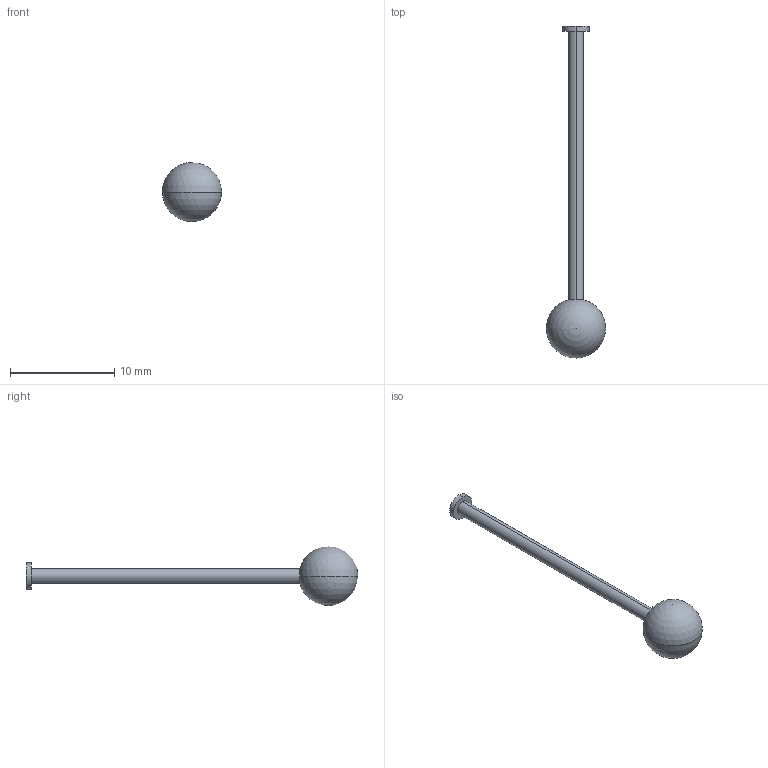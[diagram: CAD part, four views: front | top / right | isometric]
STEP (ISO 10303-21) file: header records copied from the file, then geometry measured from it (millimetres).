
FILE_DESCRIPTION (( 'STEP AP203' ), '1' );
FILE_NAME ('Part4_Varsayilan_sldprt.STEP', '2023-08-21T18:00:49', ( '' ), ( '' ), 'SwSTEP 2.0', 'SolidWorks 2023', '' );
FILE_SCHEMA (( 'CONFIG_CONTROL_DESIGN' ));
Length unit declared in the file: millimetre
Products named in the file (1): Part4_Varsayilan_sldprt
Bounding box: 5.67 x 31.84 x 5.68 mm (x, y, z)
Volume: 49.1 mm3; surface area: 336.2 mm2
Topology: 1 solids, 2 shells, 13 faces, 36 edges, 24 vertices
Faces by surface type: cylinder 6, sphere 4, plane 3
Entity records: 431 total; most frequent: DIRECTION 74, CARTESIAN_POINT 58, ORIENTED_EDGE 52, AXIS2_PLACEMENT_3D 34, EDGE_CURVE 26, CIRCLE 20, VERTEX_POINT 18, EDGE_LOOP 14
